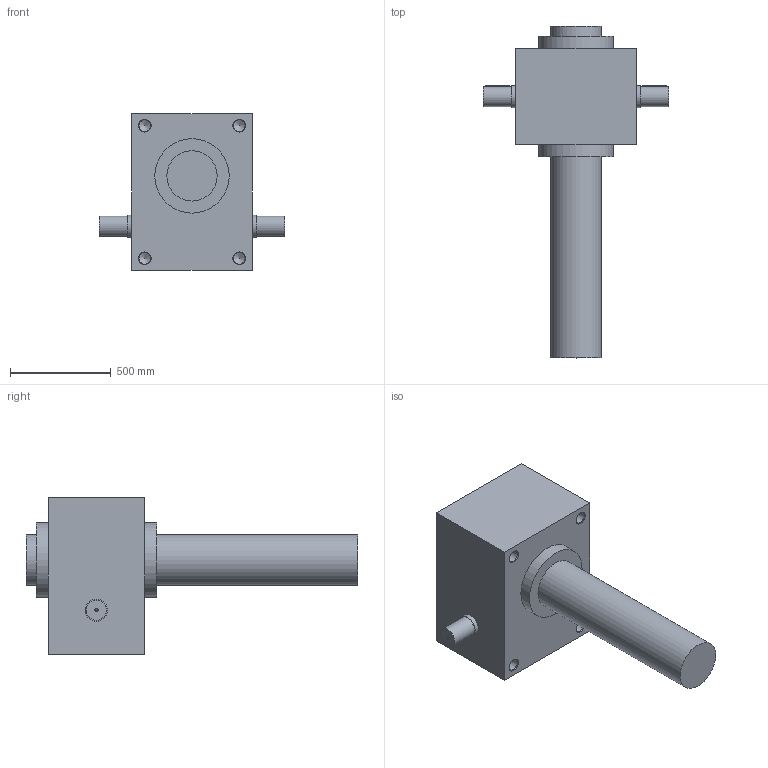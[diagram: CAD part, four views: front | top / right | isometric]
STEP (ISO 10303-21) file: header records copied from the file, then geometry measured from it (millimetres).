
FILE_DESCRIPTION( ( 'STEP AP214' ), ' ' );
FILE_NAME( 'TP25022_B_-_R.1_12_C.1000_-_-_-_-_-_-_-.stp', '2017-08-19T14:09:54', ( '' ), ( '' ), ' ', 'PARTsolutions', ' ' );
FILE_SCHEMA( ( 'AUTOMOTIVE_DESIGN { 1 0 10303 214 1 1 1 1 }' ) );
Length unit declared in the file: millimetre
Products named in the file (4): TP25022_B_-_R.1/12_C.1000_-_-_-_-_-_-_-; _TP25022_1_1_1_1_1_110001-1; _TP25022-2; _TP25022_1000_1_1_11-3
Assembly tree (4 placements, depth 2):
  TP25022_B_-_R.1/12_C.1000_-_-_-_-_-_-_-
    _TP25022_1_1_1_1_1_110001-1
    _TP25022-2  x2
    _TP25022_1000_1_1_11-3
Bounding box: 920 x 1650 x 780 mm (x, y, z)
Volume: 293247185 mm3; surface area: 4901680.6 mm2
Topology: 4 solids, 4 shells, 173 faces, 439 edges, 288 vertices
Faces by surface type: plane 96, cylinder 55, cone 22
Full cylindrical faces by diameter (mm): 13.835 x2, 57.505 x8, 100 x2, 110 x3, 228 x1, 250 x1, 370 x2
Entity records: 6038 total; most frequent: CARTESIAN_POINT 892, DIRECTION 798, ORIENTED_EDGE 722, EDGE_CURVE 361, AXIS2_PLACEMENT_3D 274, VERTEX_POINT 264, LINE 250, VECTOR 250
